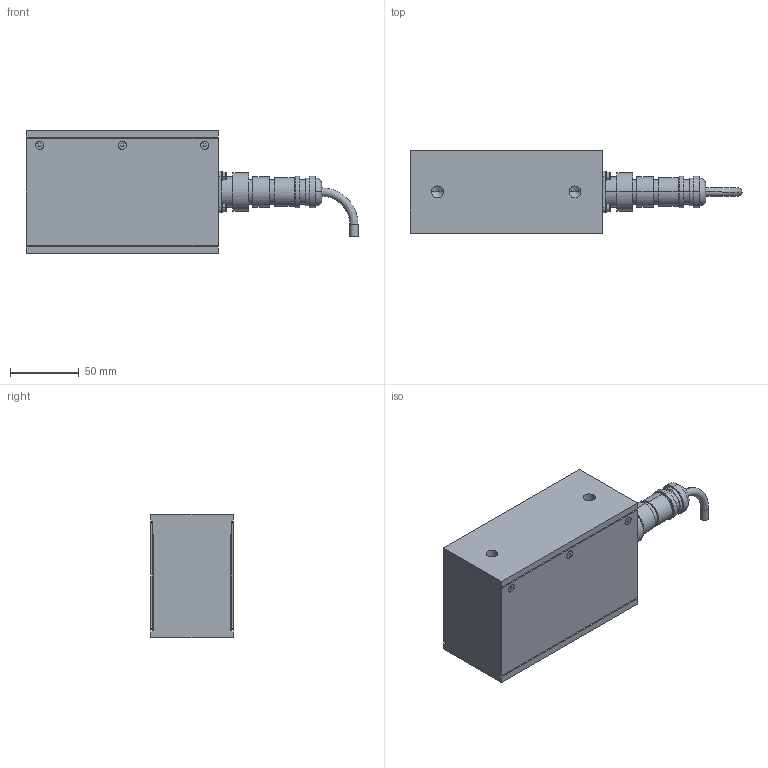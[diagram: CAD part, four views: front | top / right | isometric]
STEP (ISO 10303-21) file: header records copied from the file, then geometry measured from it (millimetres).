
FILE_DESCRIPTION((''),'2;1');
FILE_NAME('49669.stp','2007-02-05T16:20:31',(''),(''),'Mechanical Desktop 2007','Mechanical Desktop 2007',', , ');
FILE_SCHEMA(('CONFIG_CONTROL_DESIGN'));
Length unit declared in the file: millimetre
Products named in the file (13): U49669; U4945304; U49515; U49515A; KABELDOSE_PG_AMPH_4-POL; KABELDOSE_PG_AMPH_4-POLA; SENKSCHRAUBE_I-6KT_M3X6; SENKSCHRAUBE_I-6KT_M3X6A; I-6KT_SCHRAUBE_M3X8; I-6KT_SCHRAUBE_M3X8A; FEDERRING_M3A; FEDERRING_M3; RM_SDB
Assembly tree (26 placements, depth 3):
  U49669
    U4945304
    U49515  x2
      U49515A
    KABELDOSE_PG_AMPH_4-POL
      KABELDOSE_PG_AMPH_4-POLA
    SENKSCHRAUBE_I-6KT_M3X6  x6
      SENKSCHRAUBE_I-6KT_M3X6A
    I-6KT_SCHRAUBE_M3X8  x4
      I-6KT_SCHRAUBE_M3X8A
    FEDERRING_M3A  x4
      FEDERRING_M3
    RM_SDB  x3
Bounding box: 241.5 x 60 x 90 mm (x, y, z)
Volume: 770026.1 mm3; surface area: 113265.9 mm2
Topology: 18 solids, 18 shells, 366 faces, 829 edges, 517 vertices
Faces by surface type: cylinder 152, plane 128, cone 74, torus 12
Entity records: 6204 total; most frequent: DIRECTION 1157, CARTESIAN_POINT 996, ORIENTED_EDGE 910, AXIS2_PLACEMENT_3D 462, EDGE_CURVE 455, VERTEX_POINT 294, EDGE_LOOP 259, VECTOR 233
